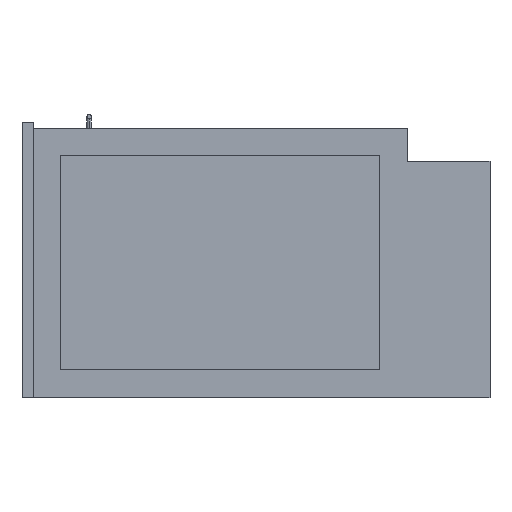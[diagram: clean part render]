
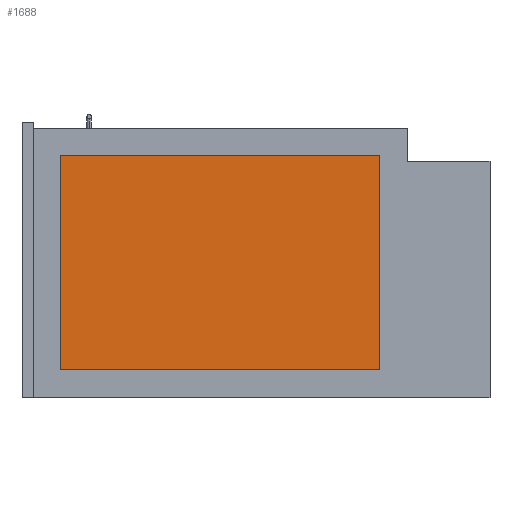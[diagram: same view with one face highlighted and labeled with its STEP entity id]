
A CAD part, left-side view. The second image highlights one B-rep face of the part: STEP entity #1688.
In plain terms, the highlighted planar face has unit normal (-1, 0, 0).
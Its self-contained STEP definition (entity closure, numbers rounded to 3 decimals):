
#43 = DIRECTION ( 'NONE',  ( 0., 1., 0. ) ) ;
#61 = ORIENTED_EDGE ( 'NONE', *, *, #412, .T. ) ;
#119 = LINE ( 'NONE', #3512, #2968 ) ;
#214 = PLANE ( 'NONE',  #3567 ) ;
#273 = VECTOR ( 'NONE', #43, 1000. ) ;
#291 = CARTESIAN_POINT ( 'NONE',  ( -891., -290., 439. ) ) ;
#316 = CARTESIAN_POINT ( 'NONE',  ( -891., 290., 50. ) ) ;
#318 = VECTOR ( 'NONE', #2861, 1000. ) ;
#412 = EDGE_CURVE ( 'NONE', #1220, #524, #1582, .T. ) ;
#524 = VERTEX_POINT ( 'NONE', #2011 ) ;
#586 = EDGE_CURVE ( 'NONE', #524, #3354, #2073, .T. ) ;
#1173 = FACE_OUTER_BOUND ( 'NONE', #3527, .T. ) ;
#1220 = VERTEX_POINT ( 'NONE', #2703 ) ;
#1582 = LINE ( 'NONE', #291, #273 ) ;
#1602 = DIRECTION ( 'NONE',  ( -1., 0., 0. ) ) ;
#1688 = ADVANCED_FACE ( 'NONE', ( #1173 ), #214, .T. ) ;
#1703 = CARTESIAN_POINT ( 'NONE',  ( -891., 290., 439. ) ) ;
#1870 = DIRECTION ( 'NONE',  ( 0., -1., 0. ) ) ;
#1947 = VECTOR ( 'NONE', #2719, 1000. ) ;
#2011 = CARTESIAN_POINT ( 'NONE',  ( -891., 290., 439. ) ) ;
#2034 = ORIENTED_EDGE ( 'NONE', *, *, #586, .T. ) ;
#2073 = LINE ( 'NONE', #1703, #318 ) ;
#2210 = EDGE_CURVE ( 'NONE', #3354, #3402, #2915, .T. ) ;
#2394 = ORIENTED_EDGE ( 'NONE', *, *, #2662, .T. ) ;
#2493 = ORIENTED_EDGE ( 'NONE', *, *, #2210, .T. ) ;
#2662 = EDGE_CURVE ( 'NONE', #3402, #1220, #119, .T. ) ;
#2703 = CARTESIAN_POINT ( 'NONE',  ( -891., -290., 439. ) ) ;
#2719 = DIRECTION ( 'NONE',  ( 0., -1., 0. ) ) ;
#2861 = DIRECTION ( 'NONE',  ( 0., 0., -1. ) ) ;
#2915 = LINE ( 'NONE', #3000, #1947 ) ;
#2968 = VECTOR ( 'NONE', #3283, 1000. ) ;
#3000 = CARTESIAN_POINT ( 'NONE',  ( -891., 290., 50. ) ) ;
#3013 = CARTESIAN_POINT ( 'NONE',  ( -891., 0., 0. ) ) ;
#3120 = CARTESIAN_POINT ( 'NONE',  ( -891., -290., 50. ) ) ;
#3283 = DIRECTION ( 'NONE',  ( 0., 0., 1. ) ) ;
#3354 = VERTEX_POINT ( 'NONE', #316 ) ;
#3402 = VERTEX_POINT ( 'NONE', #3120 ) ;
#3512 = CARTESIAN_POINT ( 'NONE',  ( -891., -290., 50. ) ) ;
#3527 = EDGE_LOOP ( 'NONE', ( #2034, #2493, #2394, #61 ) ) ;
#3567 = AXIS2_PLACEMENT_3D ( 'NONE', #3013, #1602, #1870 ) ;
